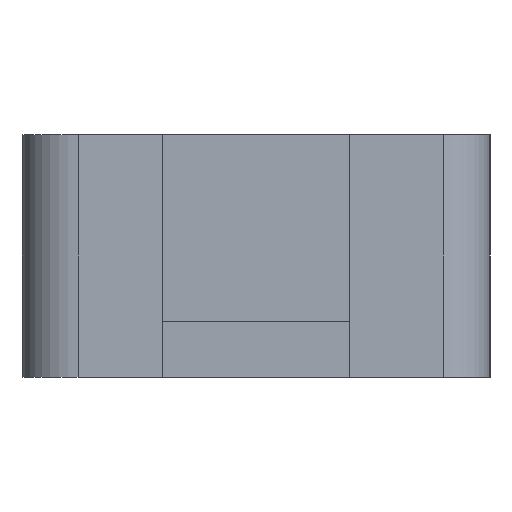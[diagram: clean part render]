
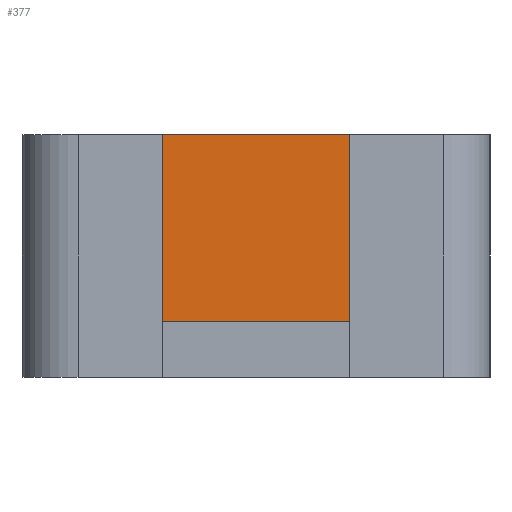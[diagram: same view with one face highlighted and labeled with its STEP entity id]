
A CAD part, left-side view. The second image highlights one B-rep face of the part: STEP entity #377.
In plain terms, the highlighted planar face has unit normal (-1, 0, 0).
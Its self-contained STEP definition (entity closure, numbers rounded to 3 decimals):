
#27=PLANE('',#419);
#47=FACE_OUTER_BOUND('',#67,.T.);
#67=EDGE_LOOP('',(#329,#330,#331,#332));
#107=LINE('',#617,#151);
#110=LINE('',#622,#154);
#111=LINE('',#625,#155);
#112=LINE('',#626,#156);
#151=VECTOR('',#507,10.);
#154=VECTOR('',#512,10.);
#155=VECTOR('',#515,10.);
#156=VECTOR('',#516,10.);
#197=VERTEX_POINT('',#614);
#198=VERTEX_POINT('',#616);
#199=VERTEX_POINT('',#620);
#200=VERTEX_POINT('',#624);
#245=EDGE_CURVE('',#197,#198,#107,.T.);
#248=EDGE_CURVE('',#197,#199,#110,.T.);
#249=EDGE_CURVE('',#199,#200,#111,.T.);
#250=EDGE_CURVE('',#198,#200,#112,.T.);
#329=ORIENTED_EDGE('',*,*,#248,.T.);
#330=ORIENTED_EDGE('',*,*,#249,.T.);
#331=ORIENTED_EDGE('',*,*,#250,.F.);
#332=ORIENTED_EDGE('',*,*,#245,.F.);
#377=ADVANCED_FACE('',(#47),#27,.T.);
#419=AXIS2_PLACEMENT_3D('',#623,#513,#514);
#507=DIRECTION('',(0.,0.,1.));
#512=DIRECTION('',(0.,-1.,0.));
#513=DIRECTION('center_axis',(-1.,0.,0.));
#514=DIRECTION('ref_axis',(0.,-1.,0.));
#515=DIRECTION('',(0.,0.,1.));
#516=DIRECTION('',(0.,-1.,0.));
#614=CARTESIAN_POINT('',(310.75,0.,3.));
#616=CARTESIAN_POINT('',(310.75,0.,13.));
#617=CARTESIAN_POINT('',(310.75,0.,0.));
#620=CARTESIAN_POINT('',(310.75,-20.05,3.));
#622=CARTESIAN_POINT('',(310.75,-5.013,3.));
#623=CARTESIAN_POINT('Origin',(310.75,0.,0.));
#624=CARTESIAN_POINT('',(310.75,-20.05,13.));
#625=CARTESIAN_POINT('',(310.75,-20.05,0.));
#626=CARTESIAN_POINT('',(310.75,0.,13.));
